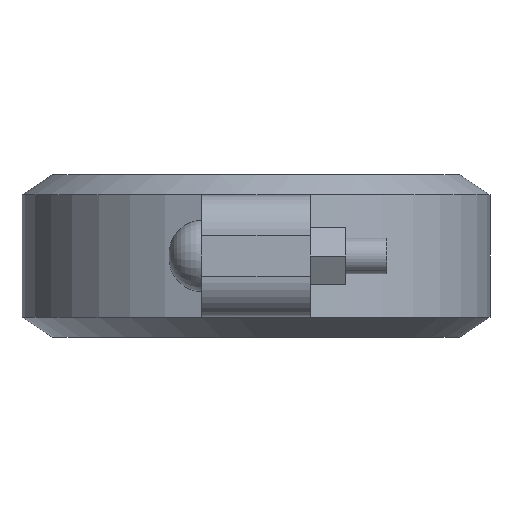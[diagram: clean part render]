
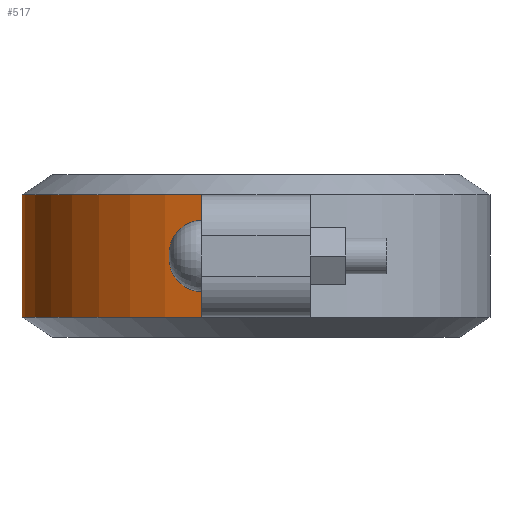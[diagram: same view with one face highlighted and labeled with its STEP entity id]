
A CAD part, left-side view. The second image highlights one B-rep face of the part: STEP entity #517.
In plain terms, the highlighted cylindrical face has radius 73.025 mm (diameter 146.05 mm), a partial arc.
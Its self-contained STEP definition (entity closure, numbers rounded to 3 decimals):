
#2 = CIRCLE ( 'NONE', #856, 73.025 ) ;
#24 = DIRECTION ( 'NONE',  ( 0., 0., 1. ) ) ;
#28 = CARTESIAN_POINT ( 'NONE',  ( -71.037, 16.923, -19.05 ) ) ;
#50 = EDGE_CURVE ( 'NONE', #324, #1578, #232, .T. ) ;
#99 = AXIS2_PLACEMENT_3D ( 'NONE', #170, #819, #178 ) ;
#112 = VECTOR ( 'NONE', #985, 1000. ) ;
#149 = DIRECTION ( 'NONE',  ( 0., -1., 0. ) ) ;
#170 = CARTESIAN_POINT ( 'NONE',  ( 0., 0., -19.05 ) ) ;
#171 = VERTEX_POINT ( 'NONE', #608 ) ;
#178 = DIRECTION ( 'NONE',  ( 0., -1., 0. ) ) ;
#222 = VERTEX_POINT ( 'NONE', #1649 ) ;
#232 = LINE ( 'NONE', #1620, #112 ) ;
#246 = CARTESIAN_POINT ( 'NONE',  ( 0., 0., 19.05 ) ) ;
#274 = AXIS2_PLACEMENT_3D ( 'NONE', #1488, #1240, #1377 ) ;
#299 = CYLINDRICAL_SURFACE ( 'NONE', #274, 73.025 ) ;
#308 = DIRECTION ( 'NONE',  ( 0., 0., 1. ) ) ;
#324 = VERTEX_POINT ( 'NONE', #28 ) ;
#336 = EDGE_CURVE ( 'NONE', #960, #222, #409, .T. ) ;
#406 = DIRECTION ( 'NONE',  ( 0., 0., 1. ) ) ;
#409 = LINE ( 'NONE', #1334, #1568 ) ;
#433 = CARTESIAN_POINT ( 'NONE',  ( 0., 73.025, 19.05 ) ) ;
#517 = ADVANCED_FACE ( 'NONE', ( #1469 ), #299, .T. ) ;
#608 = CARTESIAN_POINT ( 'NONE',  ( 0., 73.025, -19.05 ) ) ;
#657 = CARTESIAN_POINT ( 'NONE',  ( 0., 0., -19.05 ) ) ;
#662 = CIRCLE ( 'NONE', #1037, 73.025 ) ;
#685 = CARTESIAN_POINT ( 'NONE',  ( 71.037, 16.923, -19.05 ) ) ;
#711 = AXIS2_PLACEMENT_3D ( 'NONE', #246, #1141, #1527 ) ;
#732 = CIRCLE ( 'NONE', #99, 73.025 ) ;
#819 = DIRECTION ( 'NONE',  ( 0., 0., 1. ) ) ;
#833 = ORIENTED_EDGE ( 'NONE', *, *, #1410, .T. ) ;
#856 = AXIS2_PLACEMENT_3D ( 'NONE', #657, #24, #149 ) ;
#922 = EDGE_LOOP ( 'NONE', ( #1409, #833, #976, #1369, #1043, #1498 ) ) ;
#960 = VERTEX_POINT ( 'NONE', #685 ) ;
#976 = ORIENTED_EDGE ( 'NONE', *, *, #1588, .T. ) ;
#985 = DIRECTION ( 'NONE',  ( 0., 0., 1. ) ) ;
#993 = CIRCLE ( 'NONE', #711, 73.025 ) ;
#1037 = AXIS2_PLACEMENT_3D ( 'NONE', #1451, #308, #1586 ) ;
#1043 = ORIENTED_EDGE ( 'NONE', *, *, #1554, .F. ) ;
#1141 = DIRECTION ( 'NONE',  ( 0., 0., 1. ) ) ;
#1200 = CARTESIAN_POINT ( 'NONE',  ( -71.037, 16.923, 19.05 ) ) ;
#1240 = DIRECTION ( 'NONE',  ( 0., 0., 1. ) ) ;
#1310 = EDGE_CURVE ( 'NONE', #222, #1536, #993, .T. ) ;
#1334 = CARTESIAN_POINT ( 'NONE',  ( 71.037, 16.923, -19.05 ) ) ;
#1369 = ORIENTED_EDGE ( 'NONE', *, *, #50, .T. ) ;
#1377 = DIRECTION ( 'NONE',  ( 0., -1., 0. ) ) ;
#1409 = ORIENTED_EDGE ( 'NONE', *, *, #336, .F. ) ;
#1410 = EDGE_CURVE ( 'NONE', #960, #171, #2, .T. ) ;
#1451 = CARTESIAN_POINT ( 'NONE',  ( 0., 0., 19.05 ) ) ;
#1469 = FACE_OUTER_BOUND ( 'NONE', #922, .T. ) ;
#1488 = CARTESIAN_POINT ( 'NONE',  ( 0., 0., 0. ) ) ;
#1498 = ORIENTED_EDGE ( 'NONE', *, *, #1310, .F. ) ;
#1527 = DIRECTION ( 'NONE',  ( 0., -1., 0. ) ) ;
#1536 = VERTEX_POINT ( 'NONE', #433 ) ;
#1554 = EDGE_CURVE ( 'NONE', #1536, #1578, #662, .T. ) ;
#1568 = VECTOR ( 'NONE', #406, 1000. ) ;
#1578 = VERTEX_POINT ( 'NONE', #1200 ) ;
#1586 = DIRECTION ( 'NONE',  ( 0., -1., 0. ) ) ;
#1588 = EDGE_CURVE ( 'NONE', #171, #324, #732, .T. ) ;
#1620 = CARTESIAN_POINT ( 'NONE',  ( -71.037, 16.923, -19.05 ) ) ;
#1649 = CARTESIAN_POINT ( 'NONE',  ( 71.037, 16.923, 19.05 ) ) ;
